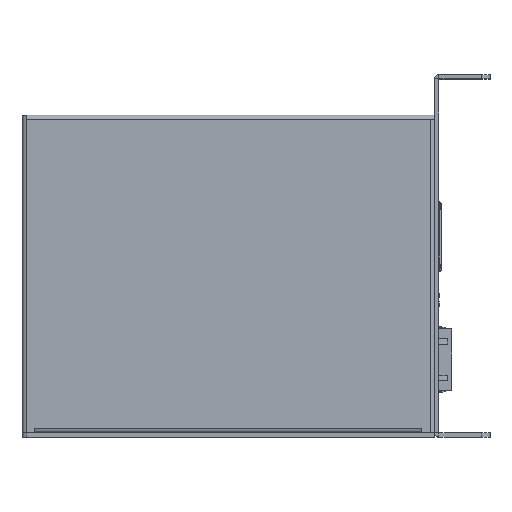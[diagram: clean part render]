
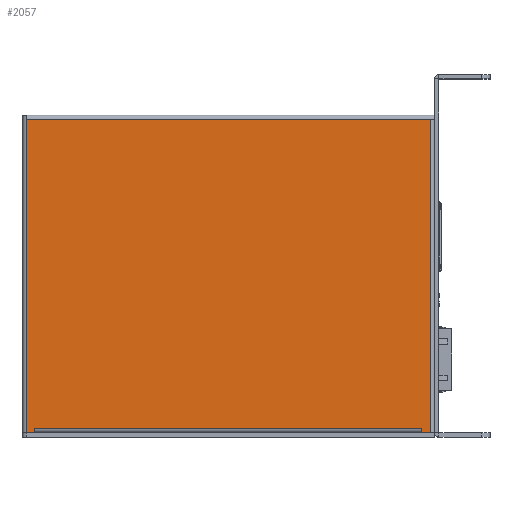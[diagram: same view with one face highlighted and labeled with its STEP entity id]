
A CAD part, top view. The second image highlights one B-rep face of the part: STEP entity #2057.
In plain terms, the highlighted planar face has unit normal (0, 0, 1).
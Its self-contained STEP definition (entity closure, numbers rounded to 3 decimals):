
#417=DIRECTION('',(0.,1.,0.));
#418=VECTOR('',#417,74.7);
#419=CARTESIAN_POINT('',(-47.5,-37.35,1.));
#420=LINE('',#419,#418);
#438=DIRECTION('',(1.,0.,0.));
#439=VECTOR('',#438,2.);
#440=CARTESIAN_POINT('',(45.5,-37.35,1.));
#441=LINE('',#440,#439);
#442=DIRECTION('',(0.,-1.,0.));
#443=VECTOR('',#442,1.);
#444=CARTESIAN_POINT('',(45.5,-36.35,1.));
#445=LINE('',#444,#443);
#446=DIRECTION('',(0.,-1.,0.));
#447=VECTOR('',#446,1.);
#448=CARTESIAN_POINT('',(-45.5,-36.35,1.));
#449=LINE('',#448,#447);
#450=DIRECTION('',(1.,0.,0.));
#451=VECTOR('',#450,2.);
#452=CARTESIAN_POINT('',(-47.5,-37.35,1.));
#453=LINE('',#452,#451);
#454=DIRECTION('',(-1.,0.,0.));
#455=VECTOR('',#454,0.1);
#456=CARTESIAN_POINT('',(-47.4,37.35,1.));
#457=LINE('',#456,#455);
#458=DIRECTION('',(0.,1.,0.));
#459=VECTOR('',#458,1.);
#460=CARTESIAN_POINT('',(-47.4,36.35,1.));
#461=LINE('',#460,#459);
#462=DIRECTION('',(0.,1.,0.));
#463=VECTOR('',#462,0.1);
#464=CARTESIAN_POINT('',(48.5,36.25,1.));
#465=LINE('',#464,#463);
#466=DIRECTION('',(1.,0.,0.));
#467=VECTOR('',#466,1.);
#468=CARTESIAN_POINT('',(47.5,36.25,1.));
#469=LINE('',#468,#467);
#717=DIRECTION('',(0.,-1.,0.));
#718=VECTOR('',#717,73.6);
#719=CARTESIAN_POINT('',(47.5,36.25,1.));
#720=LINE('',#719,#718);
#771=DIRECTION('',(1.,0.,0.));
#772=VECTOR('',#771,95.9);
#773=CARTESIAN_POINT('',(-47.4,36.35,1.));
#774=LINE('',#773,#772);
#1059=DIRECTION('',(-1.,0.,0.));
#1060=VECTOR('',#1059,91.);
#1061=CARTESIAN_POINT('',(45.5,-36.35,1.));
#1062=LINE('',#1061,#1060);
#1208=CARTESIAN_POINT('',(-47.5,37.35,1.));
#1209=VERTEX_POINT('',#1208);
#1210=CARTESIAN_POINT('',(-47.5,-37.35,1.));
#1211=VERTEX_POINT('',#1210);
#1216=CARTESIAN_POINT('',(-47.4,36.35,1.));
#1217=CARTESIAN_POINT('',(-47.4,37.35,1.));
#1218=VERTEX_POINT('',#1216);
#1219=VERTEX_POINT('',#1217);
#1228=CARTESIAN_POINT('',(48.5,36.35,1.));
#1229=VERTEX_POINT('',#1228);
#1264=CARTESIAN_POINT('',(47.5,36.25,1.));
#1265=CARTESIAN_POINT('',(48.5,36.25,1.));
#1266=VERTEX_POINT('',#1264);
#1267=VERTEX_POINT('',#1265);
#1276=CARTESIAN_POINT('',(47.5,-37.35,1.));
#1277=VERTEX_POINT('',#1276);
#1356=CARTESIAN_POINT('',(-45.5,-36.35,1.));
#1357=CARTESIAN_POINT('',(-45.5,-37.35,1.));
#1358=VERTEX_POINT('',#1356);
#1359=VERTEX_POINT('',#1357);
#1364=CARTESIAN_POINT('',(45.5,-36.35,1.));
#1365=CARTESIAN_POINT('',(45.5,-37.35,1.));
#1366=VERTEX_POINT('',#1364);
#1367=VERTEX_POINT('',#1365);
#2029=CARTESIAN_POINT('',(0.,0.,1.));
#2030=DIRECTION('',(0.,0.,1.));
#2031=DIRECTION('',(1.,0.,0.));
#2032=AXIS2_PLACEMENT_3D('',#2029,#2030,#2031);
#2033=PLANE('',#2032);
#2035=ORIENTED_EDGE('',*,*,#2034,.F.);
#2037=ORIENTED_EDGE('',*,*,#2036,.F.);
#2039=ORIENTED_EDGE('',*,*,#2038,.T.);
#2041=ORIENTED_EDGE('',*,*,#2040,.T.);
#2043=ORIENTED_EDGE('',*,*,#2042,.F.);
#2044=ORIENTED_EDGE('',*,*,#1980,.T.);
#2045=ORIENTED_EDGE('',*,*,#2006,.F.);
#2046=ORIENTED_EDGE('',*,*,#2019,.F.);
#2048=ORIENTED_EDGE('',*,*,#2047,.T.);
#2050=ORIENTED_EDGE('',*,*,#2049,.F.);
#2052=ORIENTED_EDGE('',*,*,#2051,.F.);
#2054=ORIENTED_EDGE('',*,*,#2053,.T.);
#2055=EDGE_LOOP('',(#2035,#2037,#2039,#2041,#2043,#2044,#2045,#2046,#2048,#2050,
#2052,#2054));
#2056=FACE_OUTER_BOUND('',#2055,.F.);
#1980=EDGE_CURVE('',#1211,#1209,#420,.T.);
#2006=EDGE_CURVE('',#1219,#1209,#457,.T.);
#2019=EDGE_CURVE('',#1218,#1219,#461,.T.);
#2034=EDGE_CURVE('',#1367,#1277,#441,.T.);
#2036=EDGE_CURVE('',#1366,#1367,#445,.T.);
#2038=EDGE_CURVE('',#1366,#1358,#1062,.T.);
#2040=EDGE_CURVE('',#1358,#1359,#449,.T.);
#2042=EDGE_CURVE('',#1211,#1359,#453,.T.);
#2047=EDGE_CURVE('',#1218,#1229,#774,.T.);
#2049=EDGE_CURVE('',#1267,#1229,#465,.T.);
#2051=EDGE_CURVE('',#1266,#1267,#469,.T.);
#2053=EDGE_CURVE('',#1266,#1277,#720,.T.);
#2057=ADVANCED_FACE('',(#2056),#2033,.T.);
